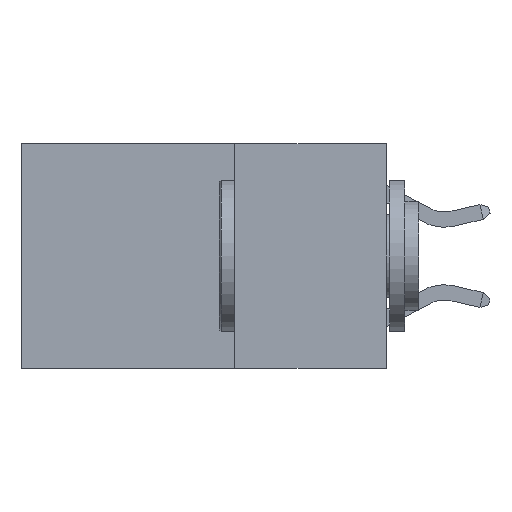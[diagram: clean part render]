
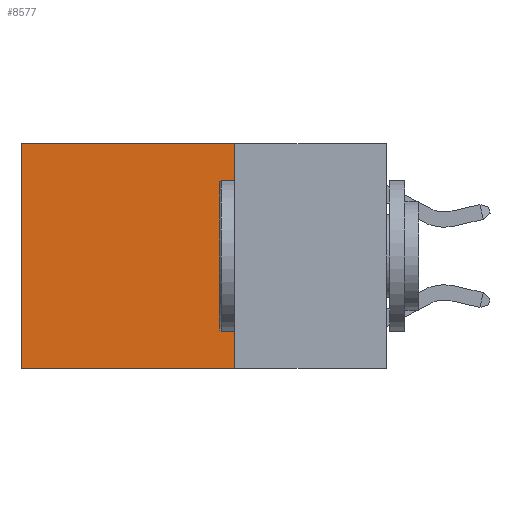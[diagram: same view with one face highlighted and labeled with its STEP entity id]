
A CAD part, left-side view. The second image highlights one B-rep face of the part: STEP entity #8577.
In plain terms, the highlighted planar face has unit normal (-1, 0, 0).
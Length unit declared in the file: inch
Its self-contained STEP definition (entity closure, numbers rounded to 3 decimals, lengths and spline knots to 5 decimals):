
#1003 = DIRECTION ( 'NONE',  ( 0., 0., -1. ) ) ;
#1490 = VECTOR ( 'NONE', #8967, 39.37008 ) ;
#1704 = VERTEX_POINT ( 'NONE', #23231 ) ;
#2016 = CARTESIAN_POINT ( 'NONE',  ( 0.2625, 0.25, 0. ) ) ;
#4732 = EDGE_CURVE ( 'NONE', #7852, #21956, #18865, .T. ) ;
#5892 = ORIENTED_EDGE ( 'NONE', *, *, #6779, .F. ) ;
#5962 = CARTESIAN_POINT ( 'NONE',  ( 0.2625, 0.25, 0. ) ) ;
#6232 = CARTESIAN_POINT ( 'NONE',  ( 0.2625, 0.6, 0. ) ) ;
#6291 = ORIENTED_EDGE ( 'NONE', *, *, #10047, .T. ) ;
#6343 = DIRECTION ( 'NONE',  ( 0., 1., 0. ) ) ;
#6779 = EDGE_CURVE ( 'NONE', #21956, #1704, #10543, .T. ) ;
#7140 = VECTOR ( 'NONE', #20605, 39.37008 ) ;
#7150 = DIRECTION ( 'NONE',  ( 1., 0., 0. ) ) ;
#7235 = PLANE ( 'NONE',  #17772 ) ;
#7852 = VERTEX_POINT ( 'NONE', #2016 ) ;
#8577 = ADVANCED_FACE ( 'NONE', ( #13615 ), #7235, .F. ) ;
#8967 = DIRECTION ( 'NONE',  ( 0., 0., -1. ) ) ;
#9047 = DIRECTION ( 'NONE',  ( 0., 0., -1. ) ) ;
#10047 = EDGE_CURVE ( 'NONE', #12486, #1704, #16799, .T. ) ;
#10543 = LINE ( 'NONE', #20776, #12326 ) ;
#12326 = VECTOR ( 'NONE', #6343, 39.37008 ) ;
#12486 = VERTEX_POINT ( 'NONE', #6232 ) ;
#13582 = CARTESIAN_POINT ( 'NONE',  ( 0.2625, 0.25, -0.37 ) ) ;
#13615 = FACE_OUTER_BOUND ( 'NONE', #21359, .T. ) ;
#16799 = LINE ( 'NONE', #17415, #23427 ) ;
#17179 = EDGE_CURVE ( 'NONE', #7852, #12486, #17626, .T. ) ;
#17415 = CARTESIAN_POINT ( 'NONE',  ( 0.2625, 0.6, 0. ) ) ;
#17626 = LINE ( 'NONE', #19031, #7140 ) ;
#17772 = AXIS2_PLACEMENT_3D ( 'NONE', #19938, #7150, #9047 ) ;
#18865 = LINE ( 'NONE', #5962, #1490 ) ;
#19031 = CARTESIAN_POINT ( 'NONE',  ( 0.2625, 0.25, 0. ) ) ;
#19938 = CARTESIAN_POINT ( 'NONE',  ( 0.2625, 0.25, 0. ) ) ;
#20426 = ORIENTED_EDGE ( 'NONE', *, *, #4732, .F. ) ;
#20605 = DIRECTION ( 'NONE',  ( 0., 1., 0. ) ) ;
#20776 = CARTESIAN_POINT ( 'NONE',  ( 0.2625, 0.25, -0.37 ) ) ;
#21359 = EDGE_LOOP ( 'NONE', ( #6291, #5892, #20426, #22118 ) ) ;
#21956 = VERTEX_POINT ( 'NONE', #13582 ) ;
#22118 = ORIENTED_EDGE ( 'NONE', *, *, #17179, .T. ) ;
#23231 = CARTESIAN_POINT ( 'NONE',  ( 0.2625, 0.6, -0.37 ) ) ;
#23427 = VECTOR ( 'NONE', #1003, 39.37008 ) ;
